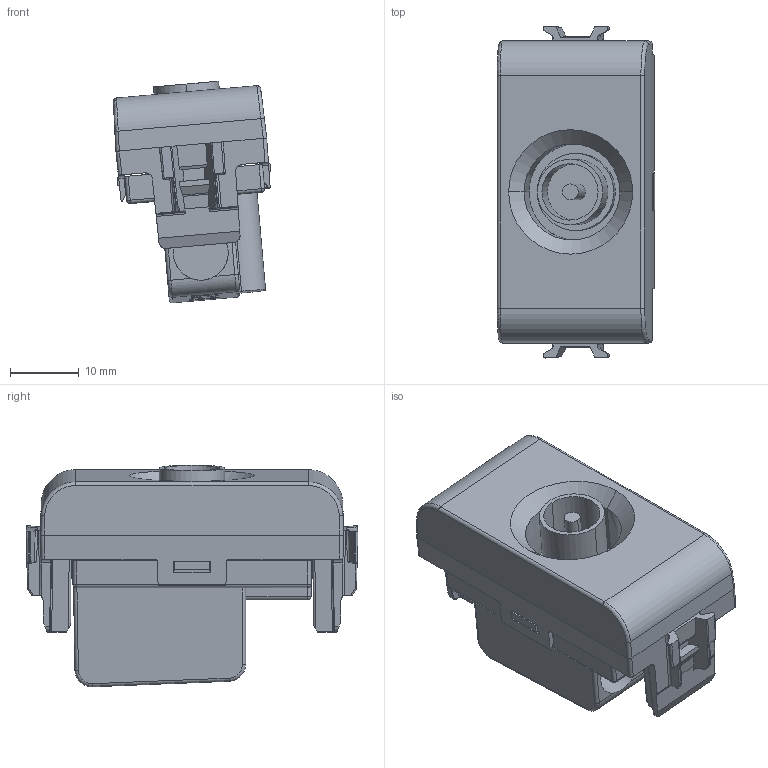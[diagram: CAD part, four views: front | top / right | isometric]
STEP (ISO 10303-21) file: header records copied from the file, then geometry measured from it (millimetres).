
FILE_DESCRIPTION(('CATIA V5 STEP Exchange','CAx-IF Rec.Pracs.--- Model Styling and Organization---1.4--- 2014-01-23'),'2;1');
FILE_NAME('GW10361.stp','2024-02-06T13:20:16+00:00',('none'),('none'),'CATIA Version 5-6 Release 2019 SP6','CATIA V5 STEP AP214 v1','none');
FILE_SCHEMA(('AUTOMOTIVE_DESIGN { 1 0 10303 214 1 1 1 1 }'));
Length unit declared in the file: millimetre
Products named in the file (1): GW10361
Bounding box: 22.88 x 48.25 x 32.2 mm (x, y, z)
Volume: 15897.9 mm3; surface area: 8566 mm2
Topology: 3 solids, 4 shells, 488 faces, 1310 edges, 821 vertices
Faces by surface type: plane 232, cylinder 180, bspline 49, sphere 17, torus 6, cone 4
Entity records: 17681 total; most frequent: CARTESIAN_POINT 6581, ORIENTED_EDGE 2590, DIRECTION 1589, EDGE_CURVE 1295, VERTEX_POINT 821, VECTOR 689, LINE 689, AXIS2_PLACEMENT_3D 539
